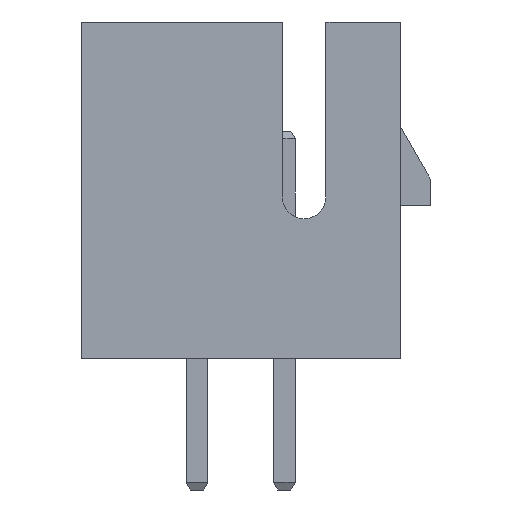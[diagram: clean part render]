
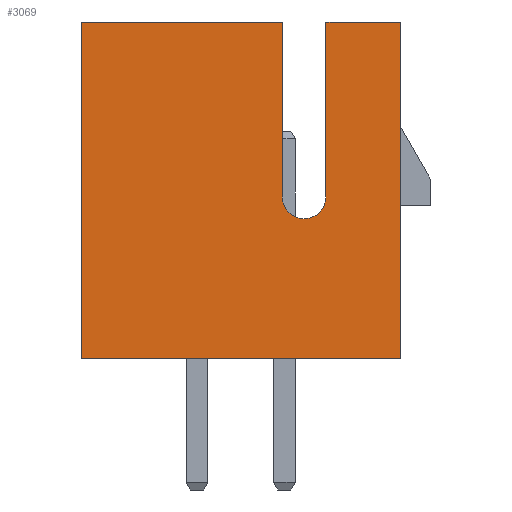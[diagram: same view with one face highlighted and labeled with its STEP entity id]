
A CAD part, left-side view. The second image highlights one B-rep face of the part: STEP entity #3069.
In plain terms, the highlighted planar face has unit normal (-1, 0, 0).
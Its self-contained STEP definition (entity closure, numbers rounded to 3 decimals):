
#32 = CARTESIAN_POINT ( 'NONE',  ( -19., -1.95, 0. ) ) ;
#52 = AXIS2_PLACEMENT_3D ( 'NONE', #3907, #344, #3324 ) ;
#116 = CARTESIAN_POINT ( 'NONE',  ( -19., 3.65, 7.7 ) ) ;
#117 = VERTEX_POINT ( 'NONE', #5089 ) ;
#132 = EDGE_CURVE ( 'NONE', #1194, #3004, #8171, .T. ) ;
#282 = PLANE ( 'NONE',  #5332 ) ;
#344 = DIRECTION ( 'NONE',  ( 1., 0., 0. ) ) ;
#363 = ORIENTED_EDGE ( 'NONE', *, *, #5786, .F. ) ;
#381 = LINE ( 'NONE', #4052, #3218 ) ;
#474 = CARTESIAN_POINT ( 'NONE',  ( -19., 3.65, 0. ) ) ;
#742 = ORIENTED_EDGE ( 'NONE', *, *, #2168, .T. ) ;
#767 = ORIENTED_EDGE ( 'NONE', *, *, #2693, .T. ) ;
#834 = VECTOR ( 'NONE', #8919, 1000. ) ;
#1118 = DIRECTION ( 'NONE',  ( -1., 0., 0. ) ) ;
#1194 = VERTEX_POINT ( 'NONE', #474 ) ;
#1272 = DIRECTION ( 'NONE',  ( 0., 0., -1. ) ) ;
#1750 = FACE_OUTER_BOUND ( 'NONE', #8061, .T. ) ;
#1936 = ORIENTED_EDGE ( 'NONE', *, *, #6467, .T. ) ;
#1972 = VECTOR ( 'NONE', #5837, 1000. ) ;
#2149 = ORIENTED_EDGE ( 'NONE', *, *, #6015, .F. ) ;
#2168 = EDGE_CURVE ( 'NONE', #5433, #5910, #2233, .T. ) ;
#2233 = LINE ( 'NONE', #2968, #834 ) ;
#2426 = DIRECTION ( 'NONE',  ( 0., 0., 1. ) ) ;
#2598 = ORIENTED_EDGE ( 'NONE', *, *, #132, .T. ) ;
#2693 = EDGE_CURVE ( 'NONE', #7890, #5433, #6549, .T. ) ;
#2707 = CARTESIAN_POINT ( 'NONE',  ( -19., 3.65, 0. ) ) ;
#2771 = CARTESIAN_POINT ( 'NONE',  ( -19., -3.65, 0. ) ) ;
#2881 = CARTESIAN_POINT ( 'NONE',  ( -19., 3.65, 7.7 ) ) ;
#2937 = CARTESIAN_POINT ( 'NONE',  ( -19., 3.65, 0. ) ) ;
#2968 = CARTESIAN_POINT ( 'NONE',  ( -19., -0.95, 0. ) ) ;
#3004 = VERTEX_POINT ( 'NONE', #3315 ) ;
#3007 = CARTESIAN_POINT ( 'NONE',  ( -19., -1.95, 3.7 ) ) ;
#3069 = ADVANCED_FACE ( 'NONE', ( #1750 ), #282, .T. ) ;
#3218 = VECTOR ( 'NONE', #2426, 1000. ) ;
#3315 = CARTESIAN_POINT ( 'NONE',  ( -19., -3.65, 0. ) ) ;
#3324 = DIRECTION ( 'NONE',  ( 0., 0., 1. ) ) ;
#3782 = LINE ( 'NONE', #32, #8455 ) ;
#3859 = LINE ( 'NONE', #6807, #6461 ) ;
#3907 = CARTESIAN_POINT ( 'NONE',  ( -19., -1.45, 3.7 ) ) ;
#4052 = CARTESIAN_POINT ( 'NONE',  ( -19., 3.65, 0. ) ) ;
#4466 = DIRECTION ( 'NONE',  ( 0., -1., 0. ) ) ;
#5089 = CARTESIAN_POINT ( 'NONE',  ( -19., -1.95, 7.7 ) ) ;
#5221 = DIRECTION ( 'NONE',  ( 0., 1., 0. ) ) ;
#5332 = AXIS2_PLACEMENT_3D ( 'NONE', #2707, #1118, #7245 ) ;
#5433 = VERTEX_POINT ( 'NONE', #9139 ) ;
#5680 = VECTOR ( 'NONE', #1272, 1000. ) ;
#5786 = EDGE_CURVE ( 'NONE', #8682, #3004, #9371, .T. ) ;
#5837 = DIRECTION ( 'NONE',  ( 0., 1., 0. ) ) ;
#5892 = ORIENTED_EDGE ( 'NONE', *, *, #6963, .T. ) ;
#5910 = VERTEX_POINT ( 'NONE', #5967 ) ;
#5934 = DIRECTION ( 'NONE',  ( 0., 0., -1. ) ) ;
#5967 = CARTESIAN_POINT ( 'NONE',  ( -19., -0.95, 7.7 ) ) ;
#6015 = EDGE_CURVE ( 'NONE', #1194, #8138, #381, .T. ) ;
#6461 = VECTOR ( 'NONE', #5221, 1000. ) ;
#6467 = EDGE_CURVE ( 'NONE', #5910, #8138, #8732, .T. ) ;
#6477 = EDGE_CURVE ( 'NONE', #8682, #117, #3859, .T. ) ;
#6549 = CIRCLE ( 'NONE', #52, 0.5 ) ;
#6807 = CARTESIAN_POINT ( 'NONE',  ( -19., 3.65, 7.7 ) ) ;
#6963 = EDGE_CURVE ( 'NONE', #117, #7890, #3782, .T. ) ;
#7245 = DIRECTION ( 'NONE',  ( 0., 0., 1. ) ) ;
#7424 = VECTOR ( 'NONE', #4466, 1000. ) ;
#7473 = CARTESIAN_POINT ( 'NONE',  ( -19., -3.65, 7.7 ) ) ;
#7890 = VERTEX_POINT ( 'NONE', #3007 ) ;
#8061 = EDGE_LOOP ( 'NONE', ( #767, #742, #1936, #2149, #2598, #363, #9458, #5892 ) ) ;
#8138 = VERTEX_POINT ( 'NONE', #116 ) ;
#8171 = LINE ( 'NONE', #2937, #7424 ) ;
#8455 = VECTOR ( 'NONE', #5934, 1000. ) ;
#8682 = VERTEX_POINT ( 'NONE', #7473 ) ;
#8732 = LINE ( 'NONE', #2881, #1972 ) ;
#8919 = DIRECTION ( 'NONE',  ( 0., 0., 1. ) ) ;
#9139 = CARTESIAN_POINT ( 'NONE',  ( -19., -0.95, 3.7 ) ) ;
#9371 = LINE ( 'NONE', #2771, #5680 ) ;
#9458 = ORIENTED_EDGE ( 'NONE', *, *, #6477, .T. ) ;
